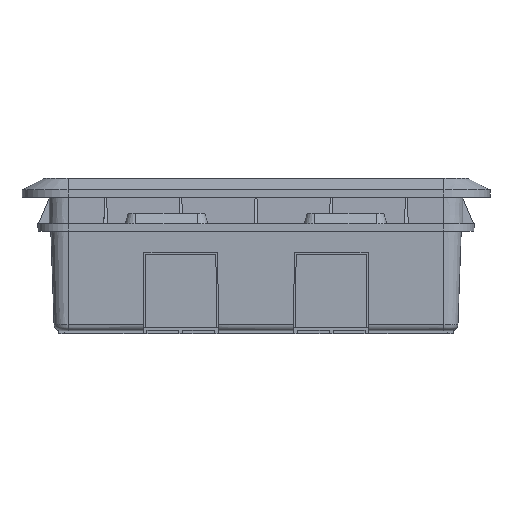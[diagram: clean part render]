
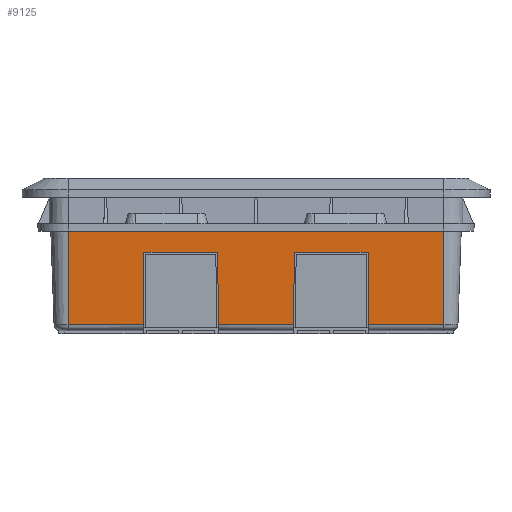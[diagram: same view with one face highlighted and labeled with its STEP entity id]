
A CAD part, front view. The second image highlights one B-rep face of the part: STEP entity #9125.
In plain terms, the highlighted planar face has unit normal (0, -0.999, -0.035).
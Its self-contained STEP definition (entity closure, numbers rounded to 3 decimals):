
#361=DIRECTION('',(0.,0.035,-0.999));
#362=VECTOR('',#361,51.153);
#363=CARTESIAN_POINT('',(100.,-50.225,-16.5));
#364=LINE('',#363,#362);
#365=DIRECTION('',(1.,0.,0.));
#366=VECTOR('',#365,40.029);
#367=CARTESIAN_POINT('',(59.971,-48.44,-67.622));
#368=LINE('',#367,#366);
#369=DIRECTION('',(-1.,0.,0.));
#370=VECTOR('',#369,40.059);
#371=CARTESIAN_POINT('',(20.029,-48.44,-67.622));
#372=LINE('',#371,#370);
#373=DIRECTION('',(-1.,0.,0.));
#374=VECTOR('',#373,40.029);
#375=CARTESIAN_POINT('',(-59.971,-48.44,
-67.622));
#376=LINE('',#375,#374);
#395=DIRECTION('',(-1.,0.,0.));
#396=VECTOR('',#395,200.);
#397=CARTESIAN_POINT('',(100.,-50.225,-16.5));
#398=LINE('',#397,#396);
#1113=DIRECTION('',(0.009,-0.035,0.999));
#1114=VECTOR('',#1113,38.447);
#1115=CARTESIAN_POINT('',(20.029,-48.44,
-67.622));
#1116=LINE('',#1115,#1114);
#1146=DIRECTION('',(1.,0.,0.));
#1147=VECTOR('',#1146,39.27);
#1148=CARTESIAN_POINT('',(20.365,-49.781,
-29.2));
#1149=LINE('',#1148,#1147);
#1166=DIRECTION('',(0.009,0.035,-0.999));
#1167=VECTOR('',#1166,38.447);
#1168=CARTESIAN_POINT('',(59.635,-49.781,
-29.2));
#1169=LINE('',#1168,#1167);
#4886=DIRECTION('',(0.,0.035,-0.999));
#4887=VECTOR('',#4886,51.153);
#4888=CARTESIAN_POINT('',(-100.,-50.225,-16.5));
#4889=LINE('',#4888,#4887);
#5493=DIRECTION('',(0.009,-0.035,0.999));
#5494=VECTOR('',#5493,38.456);
#5495=CARTESIAN_POINT('',(-59.971,-48.44,
-67.622));
#5496=LINE('',#5495,#5494);
#5509=DIRECTION('',(1.,0.,0.));
#5510=VECTOR('',#5509,39.27);
#5511=CARTESIAN_POINT('',(-59.635,-49.782,
-29.191));
#5512=LINE('',#5511,#5510);
#5521=DIRECTION('',(0.009,0.035,-0.999));
#5522=VECTOR('',#5521,38.456);
#5523=CARTESIAN_POINT('',(-20.365,-49.782,
-29.191));
#5524=LINE('',#5523,#5522);
#6786=CARTESIAN_POINT('',(-100.,-48.44,-67.622));
#6788=VERTEX_POINT('',#6786);
#7335=CARTESIAN_POINT('',(-59.635,-49.782,
-29.191));
#7337=VERTEX_POINT('',#7335);
#7340=CARTESIAN_POINT('',(-20.365,-49.782,
-29.191));
#7342=VERTEX_POINT('',#7340);
#7343=CARTESIAN_POINT('',(-59.971,-48.44,
-67.622));
#7344=VERTEX_POINT('',#7343);
#7345=CARTESIAN_POINT('',(-20.029,-48.44,
-67.622));
#7346=VERTEX_POINT('',#7345);
#7379=CARTESIAN_POINT('',(-100.,-50.225,-16.5));
#7381=VERTEX_POINT('',#7379);
#7670=CARTESIAN_POINT('',(100.,-48.44,-67.622));
#7671=VERTEX_POINT('',#7670);
#8192=CARTESIAN_POINT('',(59.635,-49.781,
-29.2));
#8194=VERTEX_POINT('',#8192);
#8195=CARTESIAN_POINT('',(20.365,-49.781,
-29.2));
#8197=VERTEX_POINT('',#8195);
#8199=CARTESIAN_POINT('',(59.971,-48.44,
-67.622));
#8200=VERTEX_POINT('',#8199);
#8201=CARTESIAN_POINT('',(20.029,-48.44,
-67.622));
#8202=VERTEX_POINT('',#8201);
#8253=CARTESIAN_POINT('',(100.,-50.225,-16.5));
#8254=VERTEX_POINT('',#8253);
#9095=CARTESIAN_POINT('',(100.,-50.191,-17.465));
#9096=DIRECTION('',(0.,0.999,0.035));
#9097=DIRECTION('',(0.,0.035,-0.999));
#9098=AXIS2_PLACEMENT_3D('',#9095,#9096,#9097);
#9099=PLANE('',#9098);
#9101=ORIENTED_EDGE('',*,*,#9100,.F.);
#9103=ORIENTED_EDGE('',*,*,#9102,.T.);
#9105=ORIENTED_EDGE('',*,*,#9104,.F.);
#9107=ORIENTED_EDGE('',*,*,#9106,.F.);
#9109=ORIENTED_EDGE('',*,*,#9108,.F.);
#9111=ORIENTED_EDGE('',*,*,#9110,.F.);
#9112=ORIENTED_EDGE('',*,*,#9081,.T.);
#9114=ORIENTED_EDGE('',*,*,#9113,.F.);
#9116=ORIENTED_EDGE('',*,*,#9115,.F.);
#9118=ORIENTED_EDGE('',*,*,#9117,.F.);
#9120=ORIENTED_EDGE('',*,*,#9119,.T.);
#9122=ORIENTED_EDGE('',*,*,#9121,.F.);
#9123=EDGE_LOOP('',(#9101,#9103,#9105,#9107,#9109,#9111,#9112,#9114,#9116,#9118,
#9120,#9122));
#9124=FACE_OUTER_BOUND('',#9123,.F.);
#9125=ADVANCED_FACE('',(#9124),#9099,.F.);
#9081=EDGE_CURVE('',#8202,#7346,#372,.T.);
#9100=EDGE_CURVE('',#8254,#7381,#398,.T.);
#9102=EDGE_CURVE('',#8254,#7671,#364,.T.);
#9104=EDGE_CURVE('',#8200,#7671,#368,.T.);
#9106=EDGE_CURVE('',#8194,#8200,#1169,.T.);
#9108=EDGE_CURVE('',#8197,#8194,#1149,.T.);
#9110=EDGE_CURVE('',#8202,#8197,#1116,.T.);
#9113=EDGE_CURVE('',#7342,#7346,#5524,.T.);
#9115=EDGE_CURVE('',#7337,#7342,#5512,.T.);
#9117=EDGE_CURVE('',#7344,#7337,#5496,.T.);
#9119=EDGE_CURVE('',#7344,#6788,#376,.T.);
#9121=EDGE_CURVE('',#7381,#6788,#4889,.T.);
